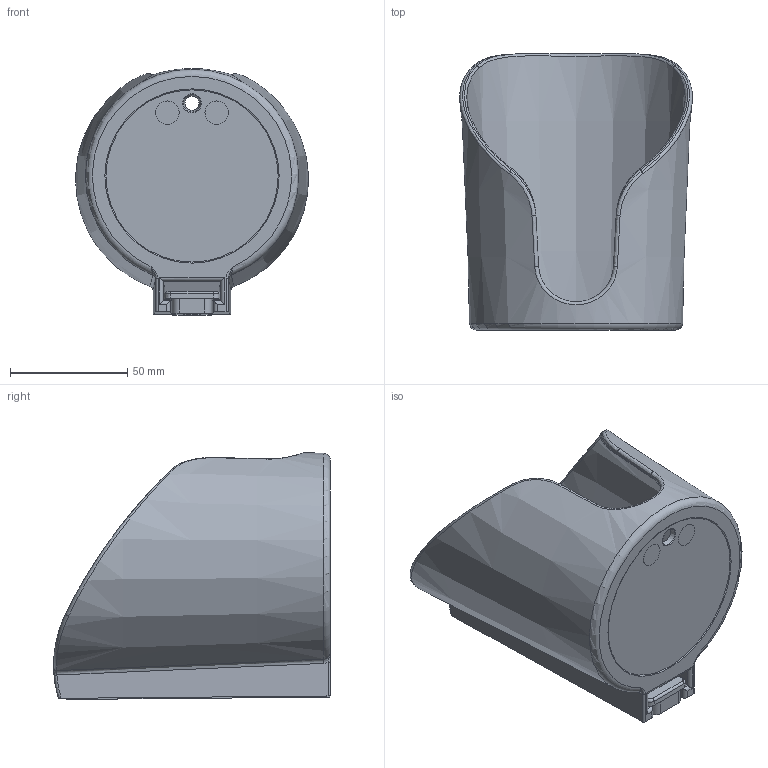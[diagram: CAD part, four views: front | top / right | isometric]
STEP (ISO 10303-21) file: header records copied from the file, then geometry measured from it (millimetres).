
FILE_DESCRIPTION((''),'2;1');
FILE_NAME('AR3569.stp','2016-08-04T16:05:06',('Envy'),(''),'Autodesk Inventor 2013','Autodesk Inventor 2013','');
FILE_SCHEMA(('AUTOMOTIVE_DESIGN { 1 0 10303 214 1 1 1 1 }'));
Length unit declared in the file: millimetre
Products named in the file (3): AR3569; AR3569 1; AR3569 2
Assembly tree (2 placements, depth 2):
  AR3569
    AR3569 1
    AR3569 2
Bounding box: 99.28 x 117.99 x 105.3 mm (x, y, z)
Volume: 120410.5 mm3; surface area: 79572.6 mm2
Topology: 2 solids, 2 shells, 267 faces, 668 edges, 408 vertices
Faces by surface type: plane 63, cone 57, bspline 57, cylinder 49, torus 41
Full cylindrical faces by diameter (mm): 10 x2
Entity records: 12470 total; most frequent: CARTESIAN_POINT 6115, DIRECTION 1378, ORIENTED_EDGE 1304, EDGE_CURVE 652, AXIS2_PLACEMENT_3D 576, VERTEX_POINT 406, CIRCLE 315, EDGE_LOOP 294
